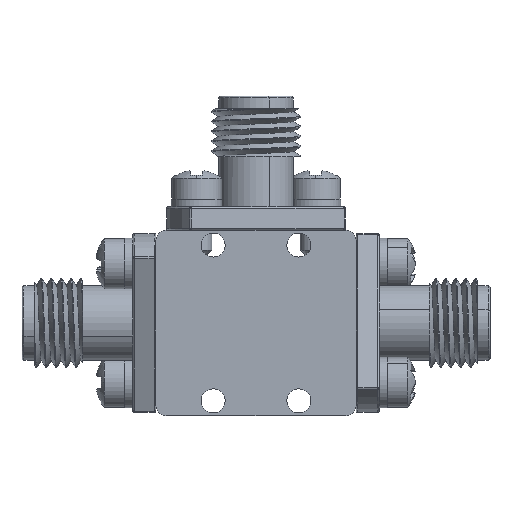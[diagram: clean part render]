
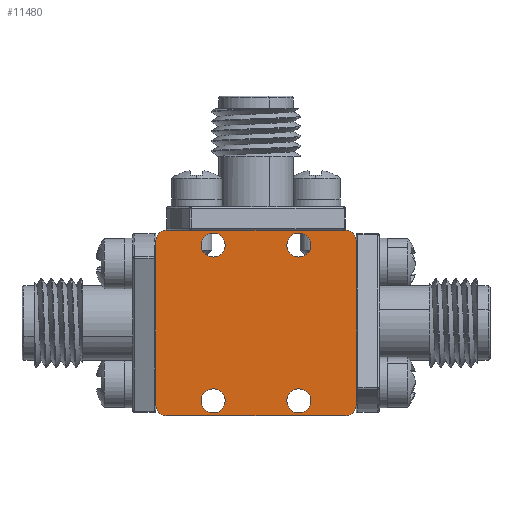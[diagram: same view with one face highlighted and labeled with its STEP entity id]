
A CAD part, front view. The second image highlights one B-rep face of the part: STEP entity #11480.
In plain terms, the highlighted planar face has unit normal (0, -1, 0).
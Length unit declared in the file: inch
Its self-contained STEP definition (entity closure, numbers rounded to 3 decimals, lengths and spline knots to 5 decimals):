
#188 = VERTEX_POINT ( 'NONE', #15479 ) ;
#551 = ORIENTED_EDGE ( 'NONE', *, *, #9145, .T. ) ;
#685 = VERTEX_POINT ( 'NONE', #3416 ) ;
#994 = EDGE_CURVE ( 'NONE', #12897, #2875, #15409, .T. ) ;
#1156 = AXIS2_PLACEMENT_3D ( 'NONE', #2400, #3859, #9845 ) ;
#1454 = FACE_BOUND ( 'NONE', #15497, .T. ) ;
#1559 = DIRECTION ( 'NONE',  ( 0., -1., 0. ) ) ;
#1613 = AXIS2_PLACEMENT_3D ( 'NONE', #3421, #7739, #6552 ) ;
#1651 = EDGE_CURVE ( 'NONE', #3338, #9147, #12856, .T. ) ;
#1736 = EDGE_CURVE ( 'NONE', #2744, #9351, #12198, .T. ) ;
#1799 = DIRECTION ( 'NONE',  ( 0., 1., 0. ) ) ;
#1824 = AXIS2_PLACEMENT_3D ( 'NONE', #13503, #6180, #16540 ) ;
#2006 = DIRECTION ( 'NONE',  ( 0., 0., 1. ) ) ;
#2167 = ORIENTED_EDGE ( 'NONE', *, *, #15932, .T. ) ;
#2400 = CARTESIAN_POINT ( 'NONE',  ( -20.60224, 50.43461, 33.95843 ) ) ;
#2669 = CIRCLE ( 'NONE', #7381, 0.0335 ) ;
#2744 = VERTEX_POINT ( 'NONE', #8407 ) ;
#2875 = VERTEX_POINT ( 'NONE', #11732 ) ;
#2891 = ORIENTED_EDGE ( 'NONE', *, *, #18978, .T. ) ;
#2930 = ORIENTED_EDGE ( 'NONE', *, *, #3742, .T. ) ;
#2970 = VECTOR ( 'NONE', #6525, 39.37008 ) ;
#3107 = DIRECTION ( 'NONE',  ( 0., 0., -1. ) ) ;
#3119 = VECTOR ( 'NONE', #4129, 39.37008 ) ;
#3144 = DIRECTION ( 'NONE',  ( 0., 1., 0. ) ) ;
#3203 = FACE_BOUND ( 'NONE', #9177, .T. ) ;
#3313 = DIRECTION ( 'NONE',  ( 0., 1., 0. ) ) ;
#3323 = AXIS2_PLACEMENT_3D ( 'NONE', #13857, #9178, #15149 ) ;
#3338 = VERTEX_POINT ( 'NONE', #12937 ) ;
#3416 = CARTESIAN_POINT ( 'NONE',  ( -20.73224, 50.43461, 33.54393 ) ) ;
#3421 = CARTESIAN_POINT ( 'NONE',  ( -20.73224, 50.43461, 33.51043 ) ) ;
#3446 = CIRCLE ( 'NONE', #18124, 0.0335 ) ;
#3640 = CIRCLE ( 'NONE', #14265, 0.0335 ) ;
#3742 = EDGE_CURVE ( 'NONE', #2875, #10838, #13678, .T. ) ;
#3859 = DIRECTION ( 'NONE',  ( 0., 1., 0. ) ) ;
#3974 = ORIENTED_EDGE ( 'NONE', *, *, #7306, .T. ) ;
#4026 = VERTEX_POINT ( 'NONE', #18278 ) ;
#4129 = DIRECTION ( 'NONE',  ( 0., 0., -1. ) ) ;
#4133 = AXIS2_PLACEMENT_3D ( 'NONE', #5046, #11098, #18348 ) ;
#4817 = ORIENTED_EDGE ( 'NONE', *, *, #994, .T. ) ;
#4835 = AXIS2_PLACEMENT_3D ( 'NONE', #18011, #3144, #10488 ) ;
#4963 = CARTESIAN_POINT ( 'NONE',  ( -20.97224, 50.43461, 33.94643 ) ) ;
#5046 = CARTESIAN_POINT ( 'NONE',  ( -21.10224, 50.43461, 33.95843 ) ) ;
#5125 = EDGE_LOOP ( 'NONE', ( #13349, #4817, #2930, #551, #13806, #5801, #11533, #9581 ) ) ;
#5159 = CARTESIAN_POINT ( 'NONE',  ( -20.60224, 50.43461, 33.98843 ) ) ;
#5278 = EDGE_CURVE ( 'NONE', #12129, #15865, #12951, .T. ) ;
#5801 = ORIENTED_EDGE ( 'NONE', *, *, #5278, .F. ) ;
#6151 = CIRCLE ( 'NONE', #3323, 0.03 ) ;
#6180 = DIRECTION ( 'NONE',  ( 0., -1., 0. ) ) ;
#6248 = FACE_OUTER_BOUND ( 'NONE', #5125, .T. ) ;
#6525 = DIRECTION ( 'NONE',  ( 0., 0., -1. ) ) ;
#6552 = DIRECTION ( 'NONE',  ( 0., 0., 1. ) ) ;
#6680 = AXIS2_PLACEMENT_3D ( 'NONE', #15142, #1559, #3107 ) ;
#7306 = EDGE_CURVE ( 'NONE', #13207, #7978, #3446, .T. ) ;
#7381 = AXIS2_PLACEMENT_3D ( 'NONE', #12545, #18763, #17031 ) ;
#7417 = DIRECTION ( 'NONE',  ( 0., 1., 0. ) ) ;
#7610 = PLANE ( 'NONE',  #6680 ) ;
#7739 = DIRECTION ( 'NONE',  ( 0., 1., 0. ) ) ;
#7883 = VECTOR ( 'NONE', #11272, 39.37008 ) ;
#7978 = VERTEX_POINT ( 'NONE', #16826 ) ;
#7989 = EDGE_CURVE ( 'NONE', #4026, #685, #9096, .T. ) ;
#8024 = CIRCLE ( 'NONE', #1156, 0.03 ) ;
#8057 = VERTEX_POINT ( 'NONE', #9958 ) ;
#8162 = CARTESIAN_POINT ( 'NONE',  ( -20.97224, 50.43461, 33.94643 ) ) ;
#8358 = CIRCLE ( 'NONE', #9916, 0.0335 ) ;
#8407 = CARTESIAN_POINT ( 'NONE',  ( -20.97224, 50.43461, 33.97993 ) ) ;
#8728 = ORIENTED_EDGE ( 'NONE', *, *, #12940, .T. ) ;
#8735 = AXIS2_PLACEMENT_3D ( 'NONE', #8162, #15771, #2006 ) ;
#8744 = CARTESIAN_POINT ( 'NONE',  ( -20.57224, 50.43461, 33.95843 ) ) ;
#8871 = AXIS2_PLACEMENT_3D ( 'NONE', #13687, #3313, #16992 ) ;
#8970 = DIRECTION ( 'NONE',  ( 0., 0., 1. ) ) ;
#9096 = CIRCLE ( 'NONE', #1613, 0.0335 ) ;
#9145 = EDGE_CURVE ( 'NONE', #10838, #8057, #12421, .T. ) ;
#9147 = VERTEX_POINT ( 'NONE', #5159 ) ;
#9170 = FACE_BOUND ( 'NONE', #11509, .T. ) ;
#9177 = EDGE_LOOP ( 'NONE', ( #2167, #9512 ) ) ;
#9178 = DIRECTION ( 'NONE',  ( 0., -1., 0. ) ) ;
#9351 = VERTEX_POINT ( 'NONE', #13567 ) ;
#9512 = ORIENTED_EDGE ( 'NONE', *, *, #18426, .T. ) ;
#9538 = CARTESIAN_POINT ( 'NONE',  ( -21.10224, 50.43461, 33.98843 ) ) ;
#9581 = ORIENTED_EDGE ( 'NONE', *, *, #1651, .F. ) ;
#9845 = DIRECTION ( 'NONE',  ( 0., 0., 1. ) ) ;
#9916 = AXIS2_PLACEMENT_3D ( 'NONE', #16609, #7417, #8970 ) ;
#9958 = CARTESIAN_POINT ( 'NONE',  ( -20.60224, 50.43461, 33.46843 ) ) ;
#10488 = DIRECTION ( 'NONE',  ( 0., 0., 1. ) ) ;
#10680 = EDGE_CURVE ( 'NONE', #3338, #12897, #13529, .T. ) ;
#10735 = DIRECTION ( 'NONE',  ( 0., 0., 1. ) ) ;
#10838 = VERTEX_POINT ( 'NONE', #16958 ) ;
#11098 = DIRECTION ( 'NONE',  ( 0., -1., 0. ) ) ;
#11272 = DIRECTION ( 'NONE',  ( 1., 0., 0. ) ) ;
#11480 = ADVANCED_FACE ( 'NONE', ( #9170, #3203, #14942, #1454, #6248 ), #7610, .T. ) ;
#11509 = EDGE_LOOP ( 'NONE', ( #15942, #2891 ) ) ;
#11533 = ORIENTED_EDGE ( 'NONE', *, *, #15194, .F. ) ;
#11732 = CARTESIAN_POINT ( 'NONE',  ( -21.13224, 50.43461, 33.49843 ) ) ;
#12129 = VERTEX_POINT ( 'NONE', #13615 ) ;
#12168 = DIRECTION ( 'NONE',  ( 0., 0., 1. ) ) ;
#12198 = CIRCLE ( 'NONE', #8735, 0.0335 ) ;
#12421 = LINE ( 'NONE', #18366, #18140 ) ;
#12545 = CARTESIAN_POINT ( 'NONE',  ( -20.97224, 50.43461, 33.51043 ) ) ;
#12597 = VERTEX_POINT ( 'NONE', #15060 ) ;
#12856 = LINE ( 'NONE', #9538, #7883 ) ;
#12897 = VERTEX_POINT ( 'NONE', #16123 ) ;
#12937 = CARTESIAN_POINT ( 'NONE',  ( -21.10224, 50.43461, 33.98843 ) ) ;
#12940 = EDGE_CURVE ( 'NONE', #7978, #13207, #14166, .T. ) ;
#12951 = LINE ( 'NONE', #8744, #3119 ) ;
#13165 = CARTESIAN_POINT ( 'NONE',  ( -20.73224, 50.43461, 33.97993 ) ) ;
#13206 = ORIENTED_EDGE ( 'NONE', *, *, #17182, .T. ) ;
#13207 = VERTEX_POINT ( 'NONE', #13165 ) ;
#13257 = CIRCLE ( 'NONE', #4835, 0.0335 ) ;
#13349 = ORIENTED_EDGE ( 'NONE', *, *, #10680, .T. ) ;
#13503 = CARTESIAN_POINT ( 'NONE',  ( -21.10224, 50.43461, 33.49843 ) ) ;
#13529 = CIRCLE ( 'NONE', #4133, 0.03 ) ;
#13567 = CARTESIAN_POINT ( 'NONE',  ( -20.97224, 50.43461, 33.91293 ) ) ;
#13615 = CARTESIAN_POINT ( 'NONE',  ( -20.57224, 50.43461, 33.95843 ) ) ;
#13678 = CIRCLE ( 'NONE', #1824, 0.03 ) ;
#13687 = CARTESIAN_POINT ( 'NONE',  ( -20.73224, 50.43461, 33.94643 ) ) ;
#13722 = CARTESIAN_POINT ( 'NONE',  ( -20.73224, 50.43461, 33.94643 ) ) ;
#13806 = ORIENTED_EDGE ( 'NONE', *, *, #14981, .T. ) ;
#13857 = CARTESIAN_POINT ( 'NONE',  ( -20.60224, 50.43461, 33.49843 ) ) ;
#14166 = CIRCLE ( 'NONE', #8871, 0.0335 ) ;
#14265 = AXIS2_PLACEMENT_3D ( 'NONE', #4963, #15416, #10735 ) ;
#14559 = CARTESIAN_POINT ( 'NONE',  ( -20.57224, 50.43461, 33.49843 ) ) ;
#14942 = FACE_BOUND ( 'NONE', #17385, .T. ) ;
#14981 = EDGE_CURVE ( 'NONE', #8057, #15865, #6151, .T. ) ;
#15060 = CARTESIAN_POINT ( 'NONE',  ( -20.97224, 50.43461, 33.54393 ) ) ;
#15142 = CARTESIAN_POINT ( 'NONE',  ( -21.10224, 50.43461, 33.95843 ) ) ;
#15149 = DIRECTION ( 'NONE',  ( 0., 0., -1. ) ) ;
#15194 = EDGE_CURVE ( 'NONE', #9147, #12129, #8024, .T. ) ;
#15409 = LINE ( 'NONE', #18520, #2970 ) ;
#15416 = DIRECTION ( 'NONE',  ( 0., 1., 0. ) ) ;
#15479 = CARTESIAN_POINT ( 'NONE',  ( -20.97224, 50.43461, 33.47693 ) ) ;
#15497 = EDGE_LOOP ( 'NONE', ( #3974, #8728 ) ) ;
#15771 = DIRECTION ( 'NONE',  ( 0., 1., 0. ) ) ;
#15803 = DIRECTION ( 'NONE',  ( 1., 0., 0. ) ) ;
#15865 = VERTEX_POINT ( 'NONE', #14559 ) ;
#15932 = EDGE_CURVE ( 'NONE', #12597, #188, #8358, .T. ) ;
#15942 = ORIENTED_EDGE ( 'NONE', *, *, #1736, .T. ) ;
#16123 = CARTESIAN_POINT ( 'NONE',  ( -21.13224, 50.43461, 33.95843 ) ) ;
#16540 = DIRECTION ( 'NONE',  ( 0., 0., -1. ) ) ;
#16609 = CARTESIAN_POINT ( 'NONE',  ( -20.97224, 50.43461, 33.51043 ) ) ;
#16826 = CARTESIAN_POINT ( 'NONE',  ( -20.73224, 50.43461, 33.91293 ) ) ;
#16958 = CARTESIAN_POINT ( 'NONE',  ( -21.10224, 50.43461, 33.46843 ) ) ;
#16992 = DIRECTION ( 'NONE',  ( 0., 0., 1. ) ) ;
#17031 = DIRECTION ( 'NONE',  ( 0., 0., 1. ) ) ;
#17182 = EDGE_CURVE ( 'NONE', #685, #4026, #13257, .T. ) ;
#17385 = EDGE_LOOP ( 'NONE', ( #13206, #18021 ) ) ;
#18011 = CARTESIAN_POINT ( 'NONE',  ( -20.73224, 50.43461, 33.51043 ) ) ;
#18021 = ORIENTED_EDGE ( 'NONE', *, *, #7989, .T. ) ;
#18124 = AXIS2_PLACEMENT_3D ( 'NONE', #13722, #1799, #12168 ) ;
#18140 = VECTOR ( 'NONE', #15803, 39.37008 ) ;
#18278 = CARTESIAN_POINT ( 'NONE',  ( -20.73224, 50.43461, 33.47693 ) ) ;
#18348 = DIRECTION ( 'NONE',  ( 0., 0., -1. ) ) ;
#18366 = CARTESIAN_POINT ( 'NONE',  ( -21.10224, 50.43461, 33.46843 ) ) ;
#18426 = EDGE_CURVE ( 'NONE', #188, #12597, #2669, .T. ) ;
#18520 = CARTESIAN_POINT ( 'NONE',  ( -21.13224, 50.43461, 33.95843 ) ) ;
#18763 = DIRECTION ( 'NONE',  ( 0., 1., 0. ) ) ;
#18978 = EDGE_CURVE ( 'NONE', #9351, #2744, #3640, .T. ) ;
